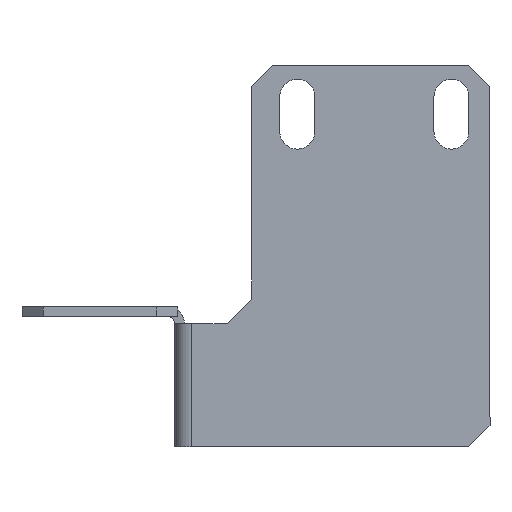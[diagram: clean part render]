
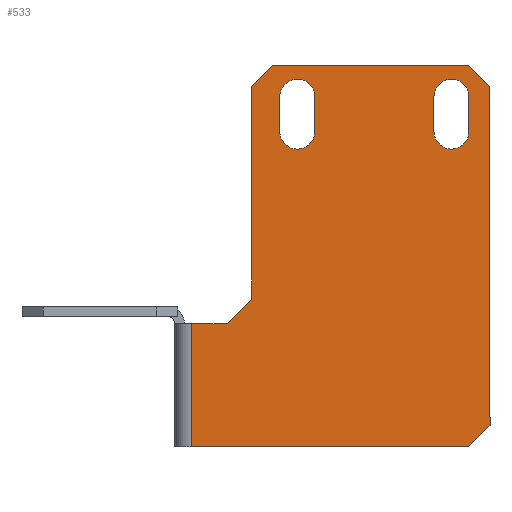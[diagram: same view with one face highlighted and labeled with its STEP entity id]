
A CAD part, front view. The second image highlights one B-rep face of the part: STEP entity #533.
In plain terms, the highlighted planar face has unit normal (0, -1, 0).
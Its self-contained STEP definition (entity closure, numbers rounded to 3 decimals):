
#11 = AXIS2_PLACEMENT_3D ( 'NONE', #407, #1811, #168 ) ;
#14 = VERTEX_POINT ( 'NONE', #607 ) ;
#55 = CARTESIAN_POINT ( 'NONE',  ( 41.8, 7.6, 25. ) ) ;
#58 = CARTESIAN_POINT ( 'NONE',  ( 0., 7.6, -20. ) ) ;
#76 = VERTEX_POINT ( 'NONE', #1640 ) ;
#77 = LINE ( 'NONE', #1345, #1448 ) ;
#90 = AXIS2_PLACEMENT_3D ( 'NONE', #1233, #1774, #1792 ) ;
#91 = DIRECTION ( 'NONE',  ( -0.707, 0., -0.707 ) ) ;
#92 = CIRCLE ( 'NONE', #295, 2.5 ) ;
#159 = VERTEX_POINT ( 'NONE', #1533 ) ;
#162 = CARTESIAN_POINT ( 'NONE',  ( 24.2, 7.6, -20. ) ) ;
#168 = DIRECTION ( 'NONE',  ( -1., 0., 0. ) ) ;
#190 = LINE ( 'NONE', #58, #1036 ) ;
#196 = DIRECTION ( 'NONE',  ( -1., 0., 0. ) ) ;
#203 = VERTEX_POINT ( 'NONE', #935 ) ;
#221 = CARTESIAN_POINT ( 'NONE',  ( 41.8, 7.6, 0. ) ) ;
#222 = ORIENTED_EDGE ( 'NONE', *, *, #584, .T. ) ;
#227 = EDGE_CURVE ( 'NONE', #685, #159, #1691, .T. ) ;
#233 = LINE ( 'NONE', #944, #1060 ) ;
#238 = CARTESIAN_POINT ( 'NONE',  ( 58.8, 7.6, 30. ) ) ;
#246 = DIRECTION ( 'NONE',  ( -0.707, 0., 0.707 ) ) ;
#252 = CARTESIAN_POINT ( 'NONE',  ( 24.2, 7.6, -2.4 ) ) ;
#275 = CARTESIAN_POINT ( 'NONE',  ( 24.2, 7.6, 34.5 ) ) ;
#295 = AXIS2_PLACEMENT_3D ( 'NONE', #1627, #1040, #196 ) ;
#305 = CARTESIAN_POINT ( 'NONE',  ( 66.8, 7.6, -17. ) ) ;
#313 = CARTESIAN_POINT ( 'NONE',  ( 15.85, 7.6, -15.85 ) ) ;
#319 = DIRECTION ( 'NONE',  ( 0., 1., 0. ) ) ;
#328 = DIRECTION ( 'NONE',  ( -1., 0., 0. ) ) ;
#353 = PLANE ( 'NONE',  #1210 ) ;
#380 = LINE ( 'NONE', #252, #1159 ) ;
#388 = VECTOR ( 'NONE', #1799, 1000. ) ;
#389 = EDGE_CURVE ( 'NONE', #678, #1482, #776, .T. ) ;
#407 = CARTESIAN_POINT ( 'NONE',  ( 61.3, 7.6, 30. ) ) ;
#413 = EDGE_CURVE ( 'NONE', #442, #630, #637, .T. ) ;
#436 = EDGE_CURVE ( 'NONE', #1255, #14, #77, .T. ) ;
#442 = VERTEX_POINT ( 'NONE', #1181 ) ;
#449 = VECTOR ( 'NONE', #453, 1000. ) ;
#453 = DIRECTION ( 'NONE',  ( 0., 0., -1. ) ) ;
#484 = DIRECTION ( 'NONE',  ( -0.707, 0., -0.707 ) ) ;
#490 = ORIENTED_EDGE ( 'NONE', *, *, #734, .T. ) ;
#510 = CARTESIAN_POINT ( 'NONE',  ( 58.8, 7.6, 0. ) ) ;
#533 = ADVANCED_FACE ( 'NONE', ( #1619, #1337, #1198 ), #353, .F. ) ;
#538 = EDGE_LOOP ( 'NONE', ( #880, #820, #1715, #222 ) ) ;
#576 = CIRCLE ( 'NONE', #1605, 2.5 ) ;
#579 = LINE ( 'NONE', #305, #1450 ) ;
#581 = LINE ( 'NONE', #1699, #449 ) ;
#584 = EDGE_CURVE ( 'NONE', #1801, #1406, #1157, .T. ) ;
#607 = CARTESIAN_POINT ( 'NONE',  ( 66.8, 7.6, 31.5 ) ) ;
#620 = EDGE_CURVE ( 'NONE', #14, #442, #233, .T. ) ;
#630 = VERTEX_POINT ( 'NONE', #1583 ) ;
#637 = LINE ( 'NONE', #1056, #1004 ) ;
#658 = VERTEX_POINT ( 'NONE', #1265 ) ;
#678 = VERTEX_POINT ( 'NONE', #1688 ) ;
#685 = VERTEX_POINT ( 'NONE', #162 ) ;
#711 = DIRECTION ( 'NONE',  ( 0.707, 0., 0.707 ) ) ;
#734 = EDGE_CURVE ( 'NONE', #1039, #203, #581, .T. ) ;
#735 = CARTESIAN_POINT ( 'NONE',  ( 63.8, 7.6, -20. ) ) ;
#753 = CARTESIAN_POINT ( 'NONE',  ( 0., 7.6, 0. ) ) ;
#761 = VECTOR ( 'NONE', #1402, 1000. ) ;
#776 = LINE ( 'NONE', #1030, #825 ) ;
#790 = EDGE_CURVE ( 'NONE', #203, #658, #92, .T. ) ;
#795 = ORIENTED_EDGE ( 'NONE', *, *, #1505, .T. ) ;
#803 = EDGE_CURVE ( 'NONE', #685, #1584, #190, .T. ) ;
#812 = EDGE_LOOP ( 'NONE', ( #1055, #1511, #1600, #1311, #1826, #1772, #1334, #1816, #1351, #834 ) ) ;
#819 = CARTESIAN_POINT ( 'NONE',  ( 66.8, 7.6, -17. ) ) ;
#820 = ORIENTED_EDGE ( 'NONE', *, *, #1543, .T. ) ;
#825 = VECTOR ( 'NONE', #1480, 1000. ) ;
#834 = ORIENTED_EDGE ( 'NONE', *, *, #620, .T. ) ;
#840 = CARTESIAN_POINT ( 'NONE',  ( 32.8, 7.6, 1.1 ) ) ;
#880 = ORIENTED_EDGE ( 'NONE', *, *, #1262, .T. ) ;
#886 = CARTESIAN_POINT ( 'NONE',  ( 39.3, 7.6, 25. ) ) ;
#899 = EDGE_CURVE ( 'NONE', #658, #1307, #1386, .T. ) ;
#916 = DIRECTION ( 'NONE',  ( 0., 1., 0. ) ) ;
#928 = EDGE_CURVE ( 'NONE', #76, #159, #380, .T. ) ;
#935 = CARTESIAN_POINT ( 'NONE',  ( 63.8, 7.6, 25. ) ) ;
#944 = CARTESIAN_POINT ( 'NONE',  ( 63.8, 7.6, 34.5 ) ) ;
#952 = DIRECTION ( 'NONE',  ( 0., 0., 1. ) ) ;
#976 = VECTOR ( 'NONE', #952, 1000. ) ;
#1004 = VECTOR ( 'NONE', #1320, 1000. ) ;
#1015 = VECTOR ( 'NONE', #91, 1000. ) ;
#1030 = CARTESIAN_POINT ( 'NONE',  ( 32.8, 7.6, -2.4 ) ) ;
#1035 = EDGE_CURVE ( 'NONE', #1584, #1255, #579, .T. ) ;
#1036 = VECTOR ( 'NONE', #1749, 1000. ) ;
#1039 = VERTEX_POINT ( 'NONE', #1282 ) ;
#1040 = DIRECTION ( 'NONE',  ( 0., 1., 0. ) ) ;
#1055 = ORIENTED_EDGE ( 'NONE', *, *, #413, .T. ) ;
#1056 = CARTESIAN_POINT ( 'NONE',  ( 0., 7.6, 34.5 ) ) ;
#1060 = VECTOR ( 'NONE', #246, 1000. ) ;
#1073 = VECTOR ( 'NONE', #484, 1000. ) ;
#1109 = DIRECTION ( 'NONE',  ( -1., 0., 0. ) ) ;
#1139 = EDGE_CURVE ( 'NONE', #1495, #1801, #1407, .T. ) ;
#1157 = CIRCLE ( 'NONE', #90, 2.5 ) ;
#1159 = VECTOR ( 'NONE', #1645, 1000. ) ;
#1162 = CARTESIAN_POINT ( 'NONE',  ( 36.8, 7.6, 0. ) ) ;
#1181 = CARTESIAN_POINT ( 'NONE',  ( 63.8, 7.6, 34.5 ) ) ;
#1185 = LINE ( 'NONE', #1745, #1073 ) ;
#1198 = FACE_OUTER_BOUND ( 'NONE', #812, .T. ) ;
#1210 = AXIS2_PLACEMENT_3D ( 'NONE', #753, #916, #1109 ) ;
#1233 = CARTESIAN_POINT ( 'NONE',  ( 39.3, 7.6, 30. ) ) ;
#1239 = LINE ( 'NONE', #221, #388 ) ;
#1255 = VERTEX_POINT ( 'NONE', #819 ) ;
#1262 = EDGE_CURVE ( 'NONE', #1406, #1665, #1239, .T. ) ;
#1265 = CARTESIAN_POINT ( 'NONE',  ( 58.8, 7.6, 25. ) ) ;
#1282 = CARTESIAN_POINT ( 'NONE',  ( 63.8, 7.6, 30. ) ) ;
#1307 = VERTEX_POINT ( 'NONE', #238 ) ;
#1311 = ORIENTED_EDGE ( 'NONE', *, *, #1692, .T. ) ;
#1320 = DIRECTION ( 'NONE',  ( -1., 0., 0. ) ) ;
#1331 = LINE ( 'NONE', #313, #1015 ) ;
#1334 = ORIENTED_EDGE ( 'NONE', *, *, #803, .T. ) ;
#1337 = FACE_BOUND ( 'NONE', #538, .T. ) ;
#1345 = CARTESIAN_POINT ( 'NONE',  ( 66.8, 7.6, 0. ) ) ;
#1351 = ORIENTED_EDGE ( 'NONE', *, *, #436, .T. ) ;
#1375 = CARTESIAN_POINT ( 'NONE',  ( 36.8, 7.6, 30. ) ) ;
#1386 = LINE ( 'NONE', #510, #976 ) ;
#1392 = ORIENTED_EDGE ( 'NONE', *, *, #899, .T. ) ;
#1402 = DIRECTION ( 'NONE',  ( 0., 0., 1. ) ) ;
#1406 = VERTEX_POINT ( 'NONE', #1570 ) ;
#1407 = LINE ( 'NONE', #1162, #1717 ) ;
#1432 = CARTESIAN_POINT ( 'NONE',  ( 36.8, 7.6, 25. ) ) ;
#1448 = VECTOR ( 'NONE', #1593, 1000. ) ;
#1450 = VECTOR ( 'NONE', #711, 1000. ) ;
#1480 = DIRECTION ( 'NONE',  ( 0., 0., -1. ) ) ;
#1482 = VERTEX_POINT ( 'NONE', #840 ) ;
#1495 = VERTEX_POINT ( 'NONE', #1432 ) ;
#1505 = EDGE_CURVE ( 'NONE', #1307, #1039, #1602, .T. ) ;
#1511 = ORIENTED_EDGE ( 'NONE', *, *, #1676, .T. ) ;
#1533 = CARTESIAN_POINT ( 'NONE',  ( 24.2, 7.6, -2.4 ) ) ;
#1537 = DIRECTION ( 'NONE',  ( 0., 0., 1. ) ) ;
#1543 = EDGE_CURVE ( 'NONE', #1665, #1495, #576, .T. ) ;
#1570 = CARTESIAN_POINT ( 'NONE',  ( 41.8, 7.6, 30. ) ) ;
#1583 = CARTESIAN_POINT ( 'NONE',  ( 35.8, 7.6, 34.5 ) ) ;
#1584 = VERTEX_POINT ( 'NONE', #735 ) ;
#1593 = DIRECTION ( 'NONE',  ( 0., 0., 1. ) ) ;
#1600 = ORIENTED_EDGE ( 'NONE', *, *, #389, .T. ) ;
#1602 = CIRCLE ( 'NONE', #11, 2.5 ) ;
#1605 = AXIS2_PLACEMENT_3D ( 'NONE', #886, #319, #328 ) ;
#1619 = FACE_BOUND ( 'NONE', #1675, .T. ) ;
#1627 = CARTESIAN_POINT ( 'NONE',  ( 61.3, 7.6, 25. ) ) ;
#1640 = CARTESIAN_POINT ( 'NONE',  ( 29.3, 7.6, -2.4 ) ) ;
#1645 = DIRECTION ( 'NONE',  ( -1., 0., 0. ) ) ;
#1665 = VERTEX_POINT ( 'NONE', #55 ) ;
#1675 = EDGE_LOOP ( 'NONE', ( #490, #1775, #1392, #795 ) ) ;
#1676 = EDGE_CURVE ( 'NONE', #630, #678, #1185, .T. ) ;
#1688 = CARTESIAN_POINT ( 'NONE',  ( 32.8, 7.6, 31.5 ) ) ;
#1691 = LINE ( 'NONE', #275, #761 ) ;
#1692 = EDGE_CURVE ( 'NONE', #1482, #76, #1331, .T. ) ;
#1699 = CARTESIAN_POINT ( 'NONE',  ( 63.8, 7.6, 0. ) ) ;
#1715 = ORIENTED_EDGE ( 'NONE', *, *, #1139, .T. ) ;
#1717 = VECTOR ( 'NONE', #1537, 1000. ) ;
#1745 = CARTESIAN_POINT ( 'NONE',  ( 32.8, 7.6, 31.5 ) ) ;
#1749 = DIRECTION ( 'NONE',  ( 1., 0., 0. ) ) ;
#1772 = ORIENTED_EDGE ( 'NONE', *, *, #227, .F. ) ;
#1774 = DIRECTION ( 'NONE',  ( 0., 1., 0. ) ) ;
#1775 = ORIENTED_EDGE ( 'NONE', *, *, #790, .T. ) ;
#1792 = DIRECTION ( 'NONE',  ( -1., 0., 0. ) ) ;
#1799 = DIRECTION ( 'NONE',  ( 0., 0., -1. ) ) ;
#1801 = VERTEX_POINT ( 'NONE', #1375 ) ;
#1811 = DIRECTION ( 'NONE',  ( 0., 1., 0. ) ) ;
#1816 = ORIENTED_EDGE ( 'NONE', *, *, #1035, .T. ) ;
#1826 = ORIENTED_EDGE ( 'NONE', *, *, #928, .T. ) ;
